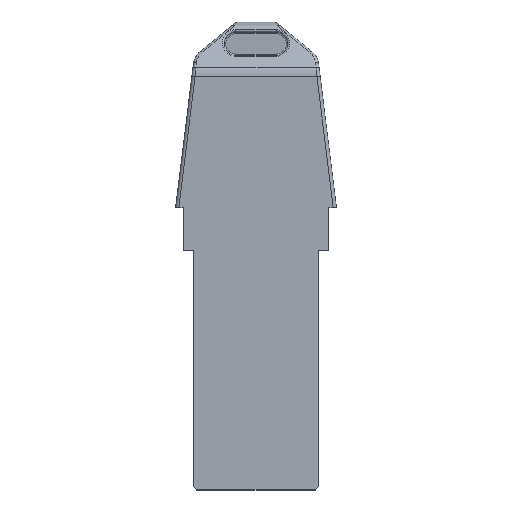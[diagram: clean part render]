
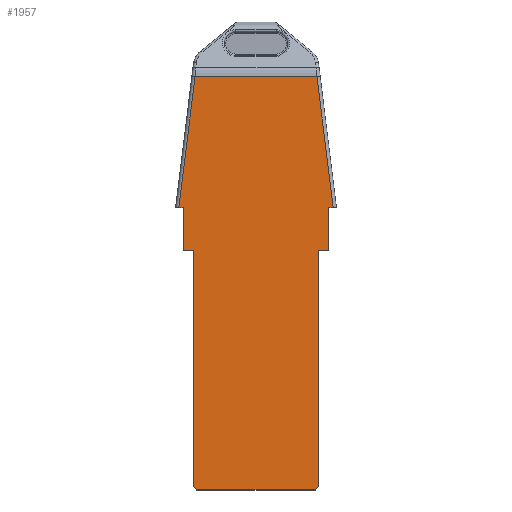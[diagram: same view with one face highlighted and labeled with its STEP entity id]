
A CAD part, top view. The second image highlights one B-rep face of the part: STEP entity #1957.
In plain terms, the highlighted planar face has unit normal (0, 0, 1).
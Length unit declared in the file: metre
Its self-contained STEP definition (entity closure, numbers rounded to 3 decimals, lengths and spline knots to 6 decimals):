
#187=LINE('',#2995,#380);
#200=LINE('',#3041,#393);
#217=LINE('',#3084,#410);
#218=LINE('',#3087,#411);
#219=LINE('',#3088,#412);
#220=LINE('',#3089,#413);
#221=LINE('',#3091,#414);
#222=LINE('',#3093,#415);
#223=LINE('',#3095,#416);
#224=LINE('',#3097,#417);
#225=LINE('',#3099,#418);
#226=LINE('',#3101,#419);
#227=LINE('',#3103,#420);
#228=LINE('',#3105,#421);
#380=VECTOR('',#2362,1.);
#393=VECTOR('',#2397,1.);
#410=VECTOR('',#2430,1.);
#411=VECTOR('',#2431,1.);
#412=VECTOR('',#2432,1.);
#413=VECTOR('',#2433,1.);
#414=VECTOR('',#2434,1.);
#415=VECTOR('',#2435,1.);
#416=VECTOR('',#2436,1.);
#417=VECTOR('',#2437,1.);
#418=VECTOR('',#2438,1.);
#419=VECTOR('',#2439,1.);
#420=VECTOR('',#2440,1.);
#421=VECTOR('',#2441,1.);
#639=ORIENTED_EDGE('',*,*,#1214,.T.);
#640=ORIENTED_EDGE('',*,*,#1215,.T.);
#641=ORIENTED_EDGE('',*,*,#1170,.T.);
#642=ORIENTED_EDGE('',*,*,#1216,.T.);
#643=ORIENTED_EDGE('',*,*,#1193,.T.);
#644=ORIENTED_EDGE('',*,*,#1217,.F.);
#645=ORIENTED_EDGE('',*,*,#1218,.F.);
#646=ORIENTED_EDGE('',*,*,#1219,.F.);
#647=ORIENTED_EDGE('',*,*,#1220,.T.);
#648=ORIENTED_EDGE('',*,*,#1221,.T.);
#649=ORIENTED_EDGE('',*,*,#1222,.T.);
#650=ORIENTED_EDGE('',*,*,#1223,.T.);
#651=ORIENTED_EDGE('',*,*,#1224,.T.);
#652=ORIENTED_EDGE('',*,*,#1225,.T.);
#1170=EDGE_CURVE('',#1458,#1459,#187,.T.);
#1193=EDGE_CURVE('',#1480,#1481,#200,.T.);
#1214=EDGE_CURVE('',#1498,#1499,#217,.T.);
#1215=EDGE_CURVE('',#1499,#1458,#218,.T.);
#1216=EDGE_CURVE('',#1459,#1480,#219,.T.);
#1217=EDGE_CURVE('',#1500,#1481,#220,.T.);
#1218=EDGE_CURVE('',#1501,#1500,#221,.T.);
#1219=EDGE_CURVE('',#1502,#1501,#222,.T.);
#1220=EDGE_CURVE('',#1502,#1503,#223,.T.);
#1221=EDGE_CURVE('',#1503,#1504,#224,.F.);
#1222=EDGE_CURVE('',#1504,#1505,#225,.F.);
#1223=EDGE_CURVE('',#1505,#1506,#226,.T.);
#1224=EDGE_CURVE('',#1506,#1507,#227,.T.);
#1225=EDGE_CURVE('',#1507,#1498,#228,.T.);
#1458=VERTEX_POINT('',#2996);
#1459=VERTEX_POINT('',#2997);
#1480=VERTEX_POINT('',#3042);
#1481=VERTEX_POINT('',#3043);
#1498=VERTEX_POINT('',#3085);
#1499=VERTEX_POINT('',#3086);
#1500=VERTEX_POINT('',#3090);
#1501=VERTEX_POINT('',#3092);
#1502=VERTEX_POINT('',#3094);
#1503=VERTEX_POINT('',#3096);
#1504=VERTEX_POINT('',#3098);
#1505=VERTEX_POINT('',#3100);
#1506=VERTEX_POINT('',#3102);
#1507=VERTEX_POINT('',#3104);
#1640=EDGE_LOOP('',(#639,#640,#641,#642,#643,#644,#645,#646,#647,#648,#649,
#650,#651,#652));
#1771=FACE_BOUND('',#1640,.T.);
#1899=PLANE('',#2116);
#1957=ADVANCED_FACE('',(#1771),#1899,.T.);
#2116=AXIS2_PLACEMENT_3D('',#3083,#2428,#2429);
#2362=DIRECTION('',(1.,0.,0.));
#2397=DIRECTION('',(0.,1.,0.));
#2428=DIRECTION('',(0.,0.,1.));
#2429=DIRECTION('',(0.,-1.,0.));
#2430=DIRECTION('',(0.,-1.,0.));
#2431=DIRECTION('',(0.707,-0.707,0.));
#2432=DIRECTION('',(0.707,0.707,0.));
#2433=DIRECTION('',(-1.,0.,0.));
#2434=DIRECTION('',(0.,-1.,0.));
#2435=DIRECTION('',(-1.,0.,0.));
#2436=DIRECTION('',(-0.123,0.992,0.));
#2437=DIRECTION('',(1.,0.,0.));
#2438=DIRECTION('',(0.123,0.992,0.));
#2439=DIRECTION('',(1.,0.,0.));
#2440=DIRECTION('',(0.,-1.,0.));
#2441=DIRECTION('',(1.,0.,0.));
#2995=CARTESIAN_POINT('',(-0.469251,0.070834,0.0005));
#2996=CARTESIAN_POINT('',(-0.0375,0.070834,0.0005));
#2997=CARTESIAN_POINT('',(0.0375,0.070834,0.0005));
#3041=CARTESIAN_POINT('',(0.0395,0.207334,0.0005));
#3042=CARTESIAN_POINT('',(0.0395,0.072834,0.0005));
#3043=CARTESIAN_POINT('',(0.0395,0.222745,0.0005));
#3083=CARTESIAN_POINT('',(-0.469251,0.207334,0.0005));
#3084=CARTESIAN_POINT('',(-0.0395,0.207334,0.0005));
#3085=CARTESIAN_POINT('',(-0.0395,0.222745,0.0005));
#3086=CARTESIAN_POINT('',(-0.0395,0.072834,0.0005));
#3087=CARTESIAN_POINT('',(-0.321626,0.354959,0.0005));
#3088=CARTESIAN_POINT('',(-0.147626,-0.114292,0.0005));
#3089=CARTESIAN_POINT('',(-0.469251,0.222745,0.0005));
#3090=CARTESIAN_POINT('',(0.04635,0.222745,0.0005));
#3091=CARTESIAN_POINT('',(0.04635,0.207334,0.0005));
#3092=CARTESIAN_POINT('',(0.04635,0.250245,0.0005));
#3093=CARTESIAN_POINT('',(-0.469251,0.250245,0.0005));
#3094=CARTESIAN_POINT('',(0.049078,0.250245,0.0005));
#3095=CARTESIAN_POINT('',(0.04648,0.271221,0.0005));
#3096=CARTESIAN_POINT('',(0.038767,0.333485,0.0005));
#3097=CARTESIAN_POINT('',(-0.469251,0.333485,0.0005));
#3098=CARTESIAN_POINT('',(-0.038767,0.333485,0.0005));
#3099=CARTESIAN_POINT('',(-0.049109,0.25,0.0005));
#3100=CARTESIAN_POINT('',(-0.049078,0.250245,0.0005));
#3101=CARTESIAN_POINT('',(-0.469251,0.250245,0.0005));
#3102=CARTESIAN_POINT('',(-0.04635,0.250245,0.0005));
#3103=CARTESIAN_POINT('',(-0.04635,0.207334,0.0005));
#3104=CARTESIAN_POINT('',(-0.04635,0.222745,0.0005));
#3105=CARTESIAN_POINT('',(-0.469251,0.222745,0.0005));
